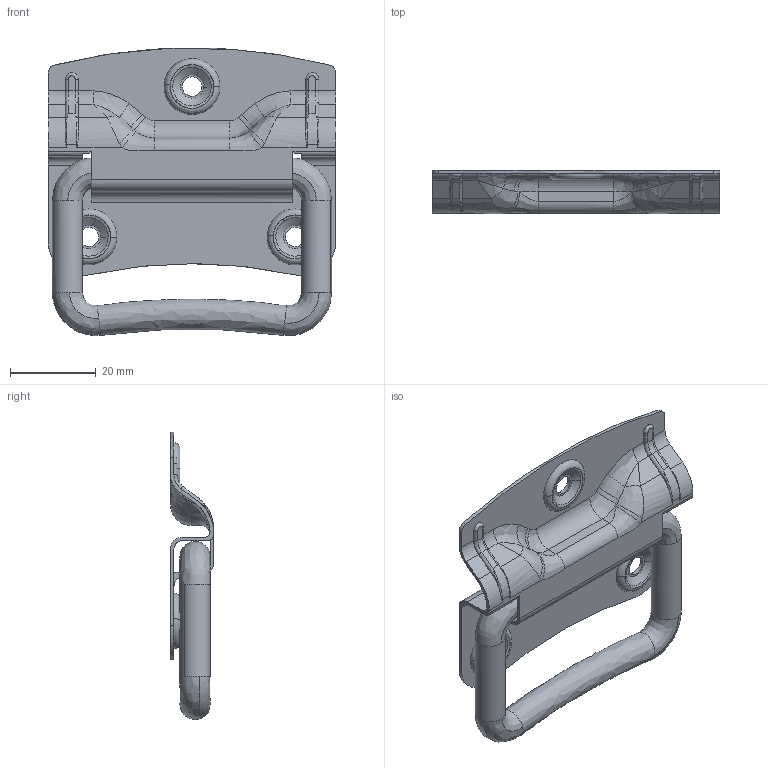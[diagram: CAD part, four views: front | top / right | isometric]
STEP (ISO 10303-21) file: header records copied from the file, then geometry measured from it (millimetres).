
FILE_DESCRIPTION((''),'2;1');
FILE_NAME('','2005-10-07T11:27:53',(''),(''),'','CADfix','');
FILE_SCHEMA(('AUTOMOTIVE_DESIGN'));
Length unit declared in the file: millimetre
Products named in the file (3): grip; base; THA_9_1_1_23619_36
Assembly tree (2 placements, depth 2):
  THA_9_1_1_23619_36
    grip
    base
Bounding box: 67 x 10 x 66.88 mm (x, y, z)
Volume: 8848.2 mm3; surface area: 11846.4 mm2
Topology: 2 solids, 2 shells, 259 faces, 733 edges, 480 vertices
Faces by surface type: bspline 259
Entity records: 10633 total; most frequent: CARTESIAN_POINT 6726, ORIENTED_EDGE 1460, EDGE_CURVE 730, VERTEX_POINT 480, EDGE_LOOP 274, FACE_OUTER_BOUND 259, ADVANCED_FACE 259, QUASI_UNIFORM_CURVE 227
